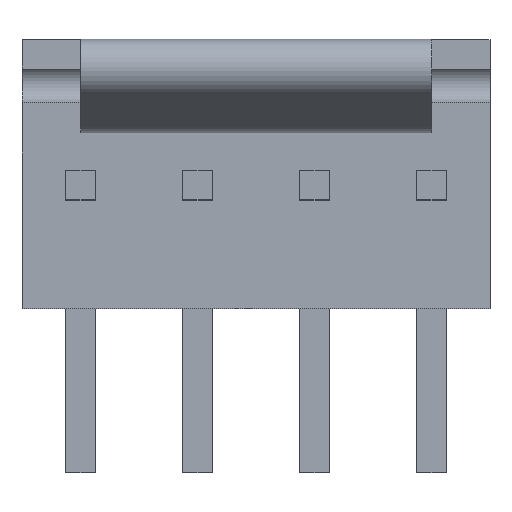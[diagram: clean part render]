
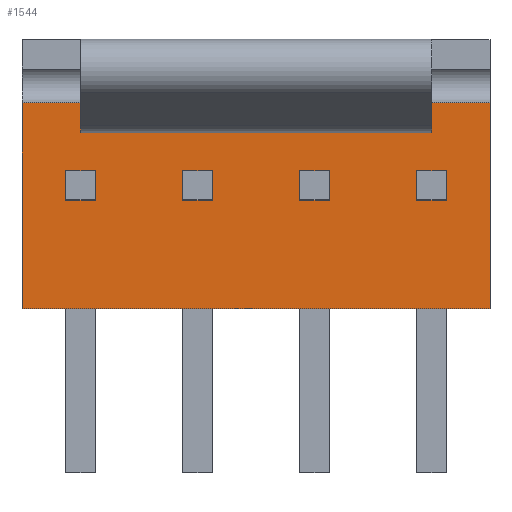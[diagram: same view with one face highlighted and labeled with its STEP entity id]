
A CAD part, top view. The second image highlights one B-rep face of the part: STEP entity #1544.
In plain terms, the highlighted planar face has unit normal (0, 0, 1).
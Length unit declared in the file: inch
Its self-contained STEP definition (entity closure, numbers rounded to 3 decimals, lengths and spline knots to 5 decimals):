
#89=DIRECTION('',(0.,-1.,0.));
#90=VECTOR('',#89,0.176);
#91=CARTESIAN_POINT('',(-0.2,0.071,0.));
#92=LINE('',#91,#90);
#253=DIRECTION('',(0.,-1.,0.));
#254=VECTOR('',#253,0.176);
#255=CARTESIAN_POINT('',(0.2,0.071,0.));
#256=LINE('',#255,#254);
#354=DIRECTION('',(1.,0.,0.));
#355=VECTOR('',#354,0.4);
#356=CARTESIAN_POINT('',(-0.2,-0.105,0.));
#357=LINE('',#356,#355);
#358=DIRECTION('',(1.,0.,0.));
#359=VECTOR('',#358,0.4);
#360=CARTESIAN_POINT('',(-0.2,0.071,0.));
#361=LINE('',#360,#359);
#362=DIRECTION('',(0.,1.,0.));
#363=VECTOR('',#362,0.025);
#364=CARTESIAN_POINT('',(0.1375,-0.0125,0.));
#365=LINE('',#364,#363);
#366=DIRECTION('',(1.,0.,0.));
#367=VECTOR('',#366,0.025);
#368=CARTESIAN_POINT('',(0.1375,-0.0125,0.));
#369=LINE('',#368,#367);
#370=DIRECTION('',(0.,1.,0.));
#371=VECTOR('',#370,0.025);
#372=CARTESIAN_POINT('',(0.1625,-0.0125,0.));
#373=LINE('',#372,#371);
#374=DIRECTION('',(1.,0.,0.));
#375=VECTOR('',#374,0.025);
#376=CARTESIAN_POINT('',(0.1375,0.0125,0.));
#377=LINE('',#376,#375);
#378=DIRECTION('',(0.,1.,0.));
#379=VECTOR('',#378,0.025);
#380=CARTESIAN_POINT('',(0.0375,-0.0125,0.));
#381=LINE('',#380,#379);
#382=DIRECTION('',(1.,0.,0.));
#383=VECTOR('',#382,0.025);
#384=CARTESIAN_POINT('',(0.0375,-0.0125,0.));
#385=LINE('',#384,#383);
#386=DIRECTION('',(0.,1.,0.));
#387=VECTOR('',#386,0.025);
#388=CARTESIAN_POINT('',(0.0625,-0.0125,0.));
#389=LINE('',#388,#387);
#390=DIRECTION('',(1.,0.,0.));
#391=VECTOR('',#390,0.025);
#392=CARTESIAN_POINT('',(0.0375,0.0125,0.));
#393=LINE('',#392,#391);
#394=DIRECTION('',(0.,1.,0.));
#395=VECTOR('',#394,0.025);
#396=CARTESIAN_POINT('',(-0.0625,-0.0125,0.));
#397=LINE('',#396,#395);
#398=DIRECTION('',(1.,0.,0.));
#399=VECTOR('',#398,0.025);
#400=CARTESIAN_POINT('',(-0.0625,-0.0125,0.));
#401=LINE('',#400,#399);
#402=DIRECTION('',(0.,1.,0.));
#403=VECTOR('',#402,0.025);
#404=CARTESIAN_POINT('',(-0.0375,-0.0125,0.));
#405=LINE('',#404,#403);
#406=DIRECTION('',(1.,0.,0.));
#407=VECTOR('',#406,0.025);
#408=CARTESIAN_POINT('',(-0.0625,0.0125,0.));
#409=LINE('',#408,#407);
#410=DIRECTION('',(0.,1.,0.));
#411=VECTOR('',#410,0.025);
#412=CARTESIAN_POINT('',(-0.1625,-0.0125,0.));
#413=LINE('',#412,#411);
#414=DIRECTION('',(1.,0.,0.));
#415=VECTOR('',#414,0.025);
#416=CARTESIAN_POINT('',(-0.1625,-0.0125,0.));
#417=LINE('',#416,#415);
#418=DIRECTION('',(0.,1.,0.));
#419=VECTOR('',#418,0.025);
#420=CARTESIAN_POINT('',(-0.1375,-0.0125,0.));
#421=LINE('',#420,#419);
#422=DIRECTION('',(1.,0.,0.));
#423=VECTOR('',#422,0.025);
#424=CARTESIAN_POINT('',(-0.1625,0.0125,0.));
#425=LINE('',#424,#423);
#902=CARTESIAN_POINT('',(-0.2,0.071,0.));
#903=VERTEX_POINT('',#902);
#904=CARTESIAN_POINT('',(-0.2,-0.105,0.));
#905=VERTEX_POINT('',#904);
#922=CARTESIAN_POINT('',(0.2,0.071,0.));
#923=VERTEX_POINT('',#922);
#924=CARTESIAN_POINT('',(0.2,-0.105,0.));
#925=VERTEX_POINT('',#924);
#1006=CARTESIAN_POINT('',(0.1375,-0.0125,0.));
#1007=CARTESIAN_POINT('',(0.1375,0.0125,0.));
#1008=VERTEX_POINT('',#1006);
#1009=VERTEX_POINT('',#1007);
#1010=CARTESIAN_POINT('',(0.1625,-0.0125,0.));
#1011=CARTESIAN_POINT('',(0.1625,0.0125,0.));
#1012=VERTEX_POINT('',#1010);
#1013=VERTEX_POINT('',#1011);
#1054=CARTESIAN_POINT('',(0.0375,-0.0125,0.));
#1055=CARTESIAN_POINT('',(0.0375,0.0125,0.));
#1056=VERTEX_POINT('',#1054);
#1057=VERTEX_POINT('',#1055);
#1058=CARTESIAN_POINT('',(0.0625,-0.0125,0.));
#1059=CARTESIAN_POINT('',(0.0625,0.0125,0.));
#1060=VERTEX_POINT('',#1058);
#1061=VERTEX_POINT('',#1059);
#1102=CARTESIAN_POINT('',(-0.0625,-0.0125,0.));
#1103=CARTESIAN_POINT('',(-0.0625,0.0125,0.));
#1104=VERTEX_POINT('',#1102);
#1105=VERTEX_POINT('',#1103);
#1106=CARTESIAN_POINT('',(-0.0375,-0.0125,0.));
#1107=CARTESIAN_POINT('',(-0.0375,0.0125,0.));
#1108=VERTEX_POINT('',#1106);
#1109=VERTEX_POINT('',#1107);
#1150=CARTESIAN_POINT('',(-0.1625,-0.0125,0.));
#1151=CARTESIAN_POINT('',(-0.1625,0.0125,0.));
#1152=VERTEX_POINT('',#1150);
#1153=VERTEX_POINT('',#1151);
#1154=CARTESIAN_POINT('',(-0.1375,-0.0125,0.));
#1155=CARTESIAN_POINT('',(-0.1375,0.0125,0.));
#1156=VERTEX_POINT('',#1154);
#1157=VERTEX_POINT('',#1155);
#1492=CARTESIAN_POINT('',(-0.2,0.071,0.));
#1493=DIRECTION('',(0.,0.,1.));
#1494=DIRECTION('',(0.,-1.,0.));
#1495=AXIS2_PLACEMENT_3D('',#1492,#1493,#1494);
#1496=PLANE('',#1495);
#1497=ORIENTED_EDGE('',*,*,#1179,.F.);
#1499=ORIENTED_EDGE('',*,*,#1498,.T.);
#1500=ORIENTED_EDGE('',*,*,#1364,.T.);
#1501=ORIENTED_EDGE('',*,*,#1485,.F.);
#1502=EDGE_LOOP('',(#1497,#1499,#1500,#1501));
#1503=FACE_OUTER_BOUND('',#1502,.F.);
#1505=ORIENTED_EDGE('',*,*,#1504,.F.);
#1507=ORIENTED_EDGE('',*,*,#1506,.T.);
#1509=ORIENTED_EDGE('',*,*,#1508,.T.);
#1511=ORIENTED_EDGE('',*,*,#1510,.F.);
#1512=EDGE_LOOP('',(#1505,#1507,#1509,#1511));
#1513=FACE_BOUND('',#1512,.F.);
#1515=ORIENTED_EDGE('',*,*,#1514,.F.);
#1517=ORIENTED_EDGE('',*,*,#1516,.T.);
#1519=ORIENTED_EDGE('',*,*,#1518,.T.);
#1521=ORIENTED_EDGE('',*,*,#1520,.F.);
#1522=EDGE_LOOP('',(#1515,#1517,#1519,#1521));
#1523=FACE_BOUND('',#1522,.F.);
#1525=ORIENTED_EDGE('',*,*,#1524,.F.);
#1527=ORIENTED_EDGE('',*,*,#1526,.T.);
#1529=ORIENTED_EDGE('',*,*,#1528,.T.);
#1531=ORIENTED_EDGE('',*,*,#1530,.F.);
#1532=EDGE_LOOP('',(#1525,#1527,#1529,#1531));
#1533=FACE_BOUND('',#1532,.F.);
#1535=ORIENTED_EDGE('',*,*,#1534,.F.);
#1537=ORIENTED_EDGE('',*,*,#1536,.T.);
#1539=ORIENTED_EDGE('',*,*,#1538,.T.);
#1541=ORIENTED_EDGE('',*,*,#1540,.F.);
#1542=EDGE_LOOP('',(#1535,#1537,#1539,#1541));
#1543=FACE_BOUND('',#1542,.F.);
#1544=ADVANCED_FACE('',(#1503,#1513,#1523,#1533,#1543),#1496,.T.);
#1179=EDGE_CURVE('',#903,#905,#92,.T.);
#1364=EDGE_CURVE('',#923,#925,#256,.T.);
#1485=EDGE_CURVE('',#905,#925,#357,.T.);
#1498=EDGE_CURVE('',#903,#923,#361,.T.);
#1504=EDGE_CURVE('',#1008,#1009,#365,.T.);
#1506=EDGE_CURVE('',#1008,#1012,#369,.T.);
#1508=EDGE_CURVE('',#1012,#1013,#373,.T.);
#1510=EDGE_CURVE('',#1009,#1013,#377,.T.);
#1514=EDGE_CURVE('',#1056,#1057,#381,.T.);
#1516=EDGE_CURVE('',#1056,#1060,#385,.T.);
#1518=EDGE_CURVE('',#1060,#1061,#389,.T.);
#1520=EDGE_CURVE('',#1057,#1061,#393,.T.);
#1524=EDGE_CURVE('',#1104,#1105,#397,.T.);
#1526=EDGE_CURVE('',#1104,#1108,#401,.T.);
#1528=EDGE_CURVE('',#1108,#1109,#405,.T.);
#1530=EDGE_CURVE('',#1105,#1109,#409,.T.);
#1534=EDGE_CURVE('',#1152,#1153,#413,.T.);
#1536=EDGE_CURVE('',#1152,#1156,#417,.T.);
#1538=EDGE_CURVE('',#1156,#1157,#421,.T.);
#1540=EDGE_CURVE('',#1153,#1157,#425,.T.);
